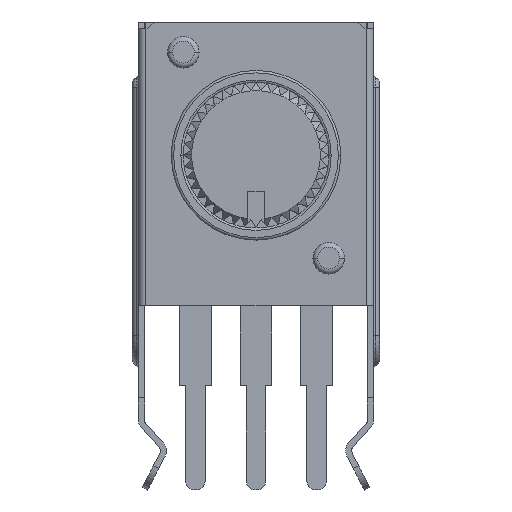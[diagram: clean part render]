
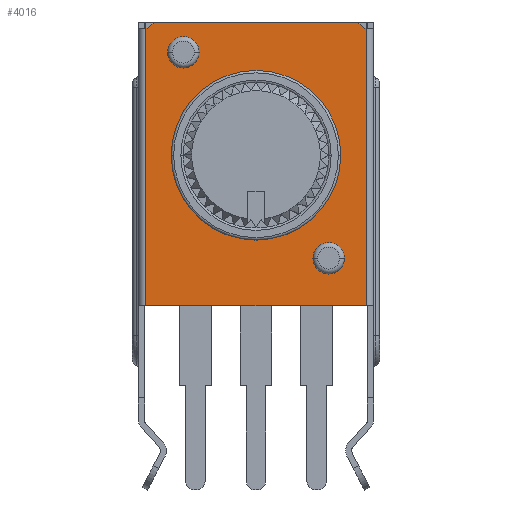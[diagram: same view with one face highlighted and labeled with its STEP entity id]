
A CAD part, top view. The second image highlights one B-rep face of the part: STEP entity #4016.
In plain terms, the highlighted planar face has unit normal (0, 0, 1).
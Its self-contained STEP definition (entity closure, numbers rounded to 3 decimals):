
#11 = CARTESIAN_POINT ( 'NONE',  ( 3., 5.75, 4. ) ) ;
#40 = VECTOR ( 'NONE', #6164, 1000. ) ;
#189 = AXIS2_PLACEMENT_3D ( 'NONE', #10024, #2726, #6931 ) ;
#218 = FACE_BOUND ( 'NONE', #3310, .T. ) ;
#263 = VECTOR ( 'NONE', #1764, 1000. ) ;
#320 = CARTESIAN_POINT ( 'NONE',  ( 0., 10., 4. ) ) ;
#381 = VERTEX_POINT ( 'NONE', #8216 ) ;
#388 = CARTESIAN_POINT ( 'NONE',  ( 0., 10., 4. ) ) ;
#448 = EDGE_CURVE ( 'NONE', #1211, #6286, #5813, .T. ) ;
#500 = VERTEX_POINT ( 'NONE', #6509 ) ;
#713 = DIRECTION ( 'NONE',  ( -1., 0., 0. ) ) ;
#761 = CARTESIAN_POINT ( 'NONE',  ( 4.55, 3.8, 4. ) ) ;
#831 = CARTESIAN_POINT ( 'NONE',  ( 4.16, 15.5, 4. ) ) ;
#943 = EDGE_CURVE ( 'NONE', #381, #7767, #4358, .T. ) ;
#956 = ORIENTED_EDGE ( 'NONE', *, *, #3930, .T. ) ;
#994 = LINE ( 'NONE', #3547, #3956 ) ;
#1060 = DIRECTION ( 'NONE',  ( 1., 0., 0. ) ) ;
#1075 = FACE_BOUND ( 'NONE', #2577, .T. ) ;
#1120 = DIRECTION ( 'NONE',  ( -1., 0., 0. ) ) ;
#1211 = VERTEX_POINT ( 'NONE', #7184 ) ;
#1231 = PLANE ( 'NONE',  #189 ) ;
#1282 = CARTESIAN_POINT ( 'NONE',  ( -3.65, 14.25, 4. ) ) ;
#1633 = VERTEX_POINT ( 'NONE', #6467 ) ;
#1697 = ORIENTED_EDGE ( 'NONE', *, *, #2071, .F. ) ;
#1764 = DIRECTION ( 'NONE',  ( -0.766, 0.643, 0. ) ) ;
#1891 = VERTEX_POINT ( 'NONE', #2796 ) ;
#2061 = CIRCLE ( 'NONE', #2746, 3.5 ) ;
#2070 = EDGE_LOOP ( 'NONE', ( #1697, #4861 ) ) ;
#2071 = EDGE_CURVE ( 'NONE', #7142, #8993, #4493, .T. ) ;
#2122 = AXIS2_PLACEMENT_3D ( 'NONE', #3672, #8417, #9967 ) ;
#2172 = AXIS2_PLACEMENT_3D ( 'NONE', #4272, #7535, #4976 ) ;
#2184 = EDGE_CURVE ( 'NONE', #9106, #1633, #6533, .T. ) ;
#2229 = ORIENTED_EDGE ( 'NONE', *, *, #448, .T. ) ;
#2379 = ORIENTED_EDGE ( 'NONE', *, *, #10069, .T. ) ;
#2525 = CARTESIAN_POINT ( 'NONE',  ( 4.47, 15.24, 4. ) ) ;
#2544 = ORIENTED_EDGE ( 'NONE', *, *, #6084, .T. ) ;
#2577 = EDGE_LOOP ( 'NONE', ( #2379, #9302 ) ) ;
#2726 = DIRECTION ( 'NONE',  ( 0., 0., -1. ) ) ;
#2746 = AXIS2_PLACEMENT_3D ( 'NONE', #388, #9387, #7738 ) ;
#2785 = CARTESIAN_POINT ( 'NONE',  ( -4.16, 15.5, 4. ) ) ;
#2796 = CARTESIAN_POINT ( 'NONE',  ( 2.35, 5.75, 4. ) ) ;
#3205 = LINE ( 'NONE', #7300, #6525 ) ;
#3250 = DIRECTION ( 'NONE',  ( -1., 0., 0. ) ) ;
#3310 = EDGE_LOOP ( 'NONE', ( #956, #6650 ) ) ;
#3344 = CARTESIAN_POINT ( 'NONE',  ( -4.55, 15.24, 4. ) ) ;
#3547 = CARTESIAN_POINT ( 'NONE',  ( -4.85, 15.24, 4. ) ) ;
#3571 = DIRECTION ( 'NONE',  ( -1., 0., 0. ) ) ;
#3576 = LINE ( 'NONE', #6089, #3637 ) ;
#3637 = VECTOR ( 'NONE', #4269, 1000. ) ;
#3672 = CARTESIAN_POINT ( 'NONE',  ( -3., 14.25, 4. ) ) ;
#3696 = EDGE_CURVE ( 'NONE', #7767, #8041, #5563, .T. ) ;
#3742 = EDGE_CURVE ( 'NONE', #1891, #500, #4096, .T. ) ;
#3930 = EDGE_CURVE ( 'NONE', #500, #1891, #5976, .T. ) ;
#3956 = VECTOR ( 'NONE', #5943, 1000. ) ;
#4016 = ADVANCED_FACE ( 'NONE', ( #218, #1075, #8372, #6711 ), #1231, .F. ) ;
#4096 = CIRCLE ( 'NONE', #6642, 0.65 ) ;
#4269 = DIRECTION ( 'NONE',  ( 0., -1., 0. ) ) ;
#4272 = CARTESIAN_POINT ( 'NONE',  ( -3., 14.25, 4. ) ) ;
#4358 = LINE ( 'NONE', #5155, #7257 ) ;
#4453 = EDGE_CURVE ( 'NONE', #7332, #5362, #5622, .T. ) ;
#4493 = CIRCLE ( 'NONE', #8405, 3.5 ) ;
#4677 = CARTESIAN_POINT ( 'NONE',  ( -4.47, 15.24, 4. ) ) ;
#4764 = ORIENTED_EDGE ( 'NONE', *, *, #943, .T. ) ;
#4861 = ORIENTED_EDGE ( 'NONE', *, *, #5230, .F. ) ;
#4976 = DIRECTION ( 'NONE',  ( -1., 0., 0. ) ) ;
#5013 = ORIENTED_EDGE ( 'NONE', *, *, #7285, .T. ) ;
#5155 = CARTESIAN_POINT ( 'NONE',  ( 4.85, 3.8, 4. ) ) ;
#5227 = CIRCLE ( 'NONE', #2172, 0.65 ) ;
#5230 = EDGE_CURVE ( 'NONE', #8993, #7142, #2061, .T. ) ;
#5251 = EDGE_LOOP ( 'NONE', ( #7032, #10460, #2229, #2544, #8671, #10523, #5013, #4764 ) ) ;
#5362 = VERTEX_POINT ( 'NONE', #10354 ) ;
#5546 = CARTESIAN_POINT ( 'NONE',  ( 3.5, 10., 4. ) ) ;
#5563 = LINE ( 'NONE', #761, #8706 ) ;
#5622 = LINE ( 'NONE', #4677, #5647 ) ;
#5647 = VECTOR ( 'NONE', #7223, 1000. ) ;
#5813 = LINE ( 'NONE', #2525, #263 ) ;
#5889 = VERTEX_POINT ( 'NONE', #3344 ) ;
#5943 = DIRECTION ( 'NONE',  ( -1., 0., 0. ) ) ;
#5976 = CIRCLE ( 'NONE', #8192, 0.65 ) ;
#6005 = EDGE_CURVE ( 'NONE', #5362, #5889, #994, .T. ) ;
#6084 = EDGE_CURVE ( 'NONE', #6286, #7332, #8620, .T. ) ;
#6089 = CARTESIAN_POINT ( 'NONE',  ( -4.55, 15.24, 4. ) ) ;
#6164 = DIRECTION ( 'NONE',  ( -1., 0., 0. ) ) ;
#6286 = VERTEX_POINT ( 'NONE', #831 ) ;
#6407 = CARTESIAN_POINT ( 'NONE',  ( 3., 5.75, 4. ) ) ;
#6467 = CARTESIAN_POINT ( 'NONE',  ( -2.35, 14.25, 4. ) ) ;
#6509 = CARTESIAN_POINT ( 'NONE',  ( 3.65, 5.75, 4. ) ) ;
#6525 = VECTOR ( 'NONE', #3250, 1000. ) ;
#6533 = CIRCLE ( 'NONE', #2122, 0.65 ) ;
#6642 = AXIS2_PLACEMENT_3D ( 'NONE', #6407, #8008, #713 ) ;
#6650 = ORIENTED_EDGE ( 'NONE', *, *, #3742, .T. ) ;
#6711 = FACE_OUTER_BOUND ( 'NONE', #5251, .T. ) ;
#6764 = DIRECTION ( 'NONE',  ( 0., 0., -1. ) ) ;
#6923 = CARTESIAN_POINT ( 'NONE',  ( 4.55, 3.8, 4. ) ) ;
#6931 = DIRECTION ( 'NONE',  ( -1., 0., 0. ) ) ;
#7032 = ORIENTED_EDGE ( 'NONE', *, *, #3696, .T. ) ;
#7142 = VERTEX_POINT ( 'NONE', #10417 ) ;
#7184 = CARTESIAN_POINT ( 'NONE',  ( 4.47, 15.24, 4. ) ) ;
#7223 = DIRECTION ( 'NONE',  ( -0.766, -0.643, 0. ) ) ;
#7257 = VECTOR ( 'NONE', #1060, 1000. ) ;
#7285 = EDGE_CURVE ( 'NONE', #5889, #381, #3576, .T. ) ;
#7300 = CARTESIAN_POINT ( 'NONE',  ( 4.85, 15.24, 4. ) ) ;
#7332 = VERTEX_POINT ( 'NONE', #2785 ) ;
#7533 = EDGE_CURVE ( 'NONE', #8041, #1211, #3205, .T. ) ;
#7535 = DIRECTION ( 'NONE',  ( 0., 0., -1. ) ) ;
#7566 = DIRECTION ( 'NONE',  ( 0., 0., 1. ) ) ;
#7738 = DIRECTION ( 'NONE',  ( -1., 0., 0. ) ) ;
#7767 = VERTEX_POINT ( 'NONE', #6923 ) ;
#8008 = DIRECTION ( 'NONE',  ( 0., 0., -1. ) ) ;
#8041 = VERTEX_POINT ( 'NONE', #9650 ) ;
#8192 = AXIS2_PLACEMENT_3D ( 'NONE', #11, #6764, #3571 ) ;
#8216 = CARTESIAN_POINT ( 'NONE',  ( -4.55, 3.8, 4. ) ) ;
#8372 = FACE_BOUND ( 'NONE', #2070, .T. ) ;
#8405 = AXIS2_PLACEMENT_3D ( 'NONE', #320, #7566, #1120 ) ;
#8417 = DIRECTION ( 'NONE',  ( 0., 0., -1. ) ) ;
#8560 = CARTESIAN_POINT ( 'NONE',  ( -4.16, 15.5, 4. ) ) ;
#8620 = LINE ( 'NONE', #8560, #40 ) ;
#8671 = ORIENTED_EDGE ( 'NONE', *, *, #4453, .T. ) ;
#8706 = VECTOR ( 'NONE', #8816, 1000. ) ;
#8816 = DIRECTION ( 'NONE',  ( 0., 1., 0. ) ) ;
#8993 = VERTEX_POINT ( 'NONE', #5546 ) ;
#9106 = VERTEX_POINT ( 'NONE', #1282 ) ;
#9302 = ORIENTED_EDGE ( 'NONE', *, *, #2184, .T. ) ;
#9387 = DIRECTION ( 'NONE',  ( 0., 0., 1. ) ) ;
#9650 = CARTESIAN_POINT ( 'NONE',  ( 4.55, 15.24, 4. ) ) ;
#9967 = DIRECTION ( 'NONE',  ( -1., 0., 0. ) ) ;
#10024 = CARTESIAN_POINT ( 'NONE',  ( 0., 0., 4. ) ) ;
#10069 = EDGE_CURVE ( 'NONE', #1633, #9106, #5227, .T. ) ;
#10354 = CARTESIAN_POINT ( 'NONE',  ( -4.47, 15.24, 4. ) ) ;
#10417 = CARTESIAN_POINT ( 'NONE',  ( -3.5, 10., 4. ) ) ;
#10460 = ORIENTED_EDGE ( 'NONE', *, *, #7533, .T. ) ;
#10523 = ORIENTED_EDGE ( 'NONE', *, *, #6005, .T. ) ;
